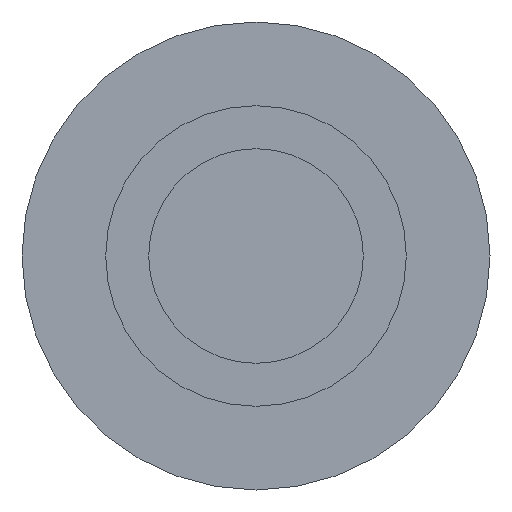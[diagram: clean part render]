
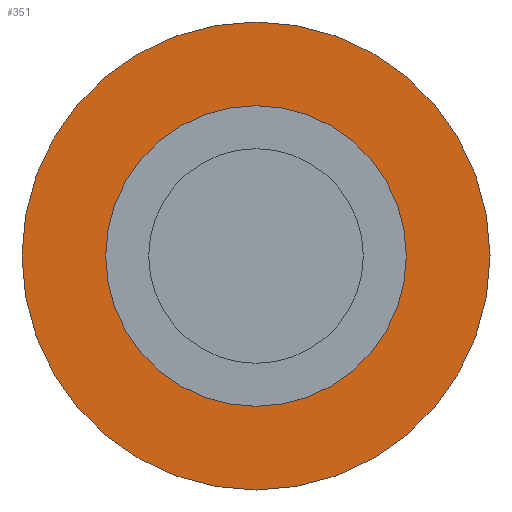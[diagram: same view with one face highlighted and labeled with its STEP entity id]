
A CAD part, left-side view. The second image highlights one B-rep face of the part: STEP entity #351.
In plain terms, the highlighted planar face has unit normal (-1, 0, 0).
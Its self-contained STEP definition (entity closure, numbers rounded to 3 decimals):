
#61 = DIRECTION ( 'NONE',  ( 1., 0., 0. ) ) ;
#69 = DIRECTION ( 'NONE',  ( -1., 0., 0. ) ) ;
#138 = PLANE ( 'NONE',  #475 ) ;
#149 = CARTESIAN_POINT ( 'NONE',  ( 94.2, 43.6, 0. ) ) ;
#158 = CARTESIAN_POINT ( 'NONE',  ( 94.2, 28., 0. ) ) ;
#164 = CIRCLE ( 'NONE', #462, 28. ) ;
#204 = DIRECTION ( 'NONE',  ( 1., 0., 0. ) ) ;
#223 = AXIS2_PLACEMENT_3D ( 'NONE', #441, #204, #386 ) ;
#227 = ORIENTED_EDGE ( 'NONE', *, *, #457, .T. ) ;
#285 = DIRECTION ( 'NONE',  ( 1., 0., 0. ) ) ;
#290 = CIRCLE ( 'NONE', #687, 43.6 ) ;
#303 = EDGE_CURVE ( 'NONE', #807, #772, #621, .T. ) ;
#306 = AXIS2_PLACEMENT_3D ( 'NONE', #761, #517, #454 ) ;
#332 = EDGE_CURVE ( 'NONE', #482, #489, #515, .T. ) ;
#349 = DIRECTION ( 'NONE',  ( 0., 1., 0. ) ) ;
#351 = ADVANCED_FACE ( 'NONE', ( #717, #699 ), #138, .T. ) ;
#371 = ORIENTED_EDGE ( 'NONE', *, *, #332, .F. ) ;
#381 = DIRECTION ( 'NONE',  ( 0., -1., 0. ) ) ;
#386 = DIRECTION ( 'NONE',  ( 0., 1., 0. ) ) ;
#396 = CARTESIAN_POINT ( 'NONE',  ( 94.2, 0., 0. ) ) ;
#412 = CARTESIAN_POINT ( 'NONE',  ( 94.2, -43.6, 0. ) ) ;
#441 = CARTESIAN_POINT ( 'NONE',  ( 94.2, 0., 0. ) ) ;
#454 = DIRECTION ( 'NONE',  ( 0., 1., 0. ) ) ;
#457 = EDGE_CURVE ( 'NONE', #772, #807, #164, .T. ) ;
#462 = AXIS2_PLACEMENT_3D ( 'NONE', #786, #285, #349 ) ;
#470 = CARTESIAN_POINT ( 'NONE',  ( 94.2, -28., 0. ) ) ;
#475 = AXIS2_PLACEMENT_3D ( 'NONE', #396, #69, #381 ) ;
#482 = VERTEX_POINT ( 'NONE', #149 ) ;
#489 = VERTEX_POINT ( 'NONE', #412 ) ;
#515 = CIRCLE ( 'NONE', #223, 43.6 ) ;
#517 = DIRECTION ( 'NONE',  ( 1., 0., 0. ) ) ;
#520 = ORIENTED_EDGE ( 'NONE', *, *, #303, .T. ) ;
#566 = DIRECTION ( 'NONE',  ( 0., 1., 0. ) ) ;
#621 = CIRCLE ( 'NONE', #306, 28. ) ;
#639 = EDGE_LOOP ( 'NONE', ( #227, #520 ) ) ;
#686 = EDGE_CURVE ( 'NONE', #489, #482, #290, .T. ) ;
#687 = AXIS2_PLACEMENT_3D ( 'NONE', #694, #61, #566 ) ;
#694 = CARTESIAN_POINT ( 'NONE',  ( 94.2, 0., 0. ) ) ;
#699 = FACE_OUTER_BOUND ( 'NONE', #703, .T. ) ;
#703 = EDGE_LOOP ( 'NONE', ( #371, #716 ) ) ;
#716 = ORIENTED_EDGE ( 'NONE', *, *, #686, .F. ) ;
#717 = FACE_BOUND ( 'NONE', #639, .T. ) ;
#761 = CARTESIAN_POINT ( 'NONE',  ( 94.2, 0., 0. ) ) ;
#772 = VERTEX_POINT ( 'NONE', #158 ) ;
#786 = CARTESIAN_POINT ( 'NONE',  ( 94.2, 0., 0. ) ) ;
#807 = VERTEX_POINT ( 'NONE', #470 ) ;
